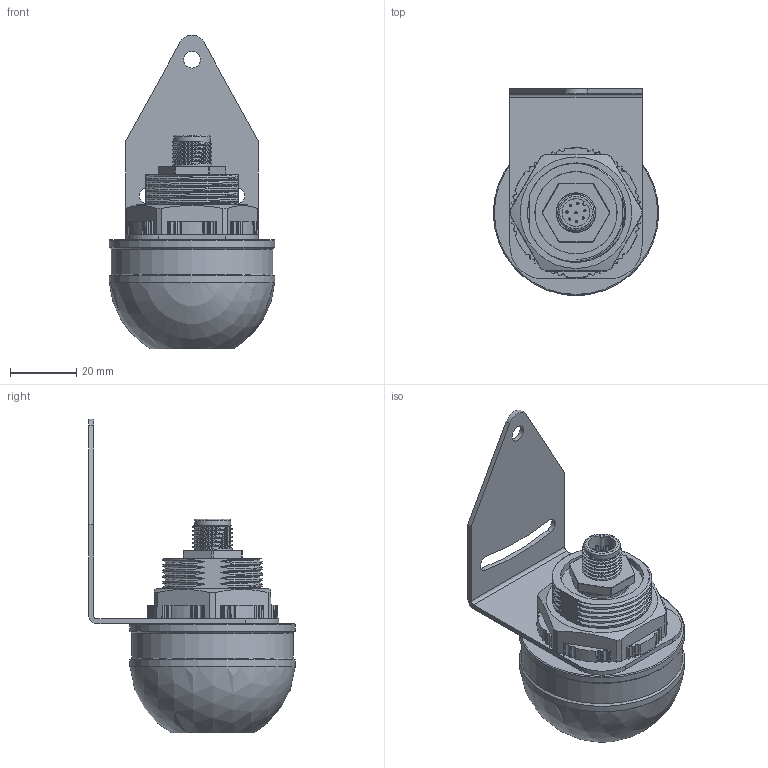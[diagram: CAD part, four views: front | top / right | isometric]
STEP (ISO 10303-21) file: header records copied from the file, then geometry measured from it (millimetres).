
FILE_DESCRIPTION(/* description */ (''),/* implementation_level */ '2;1');
FILE_NAME(/* name */ '214545 SBP-FK-R50D-1TPNS-B8.stp',/* time_stamp */ '2025-01-14T09:19:06+01:00',/* author */ ('sa'),/* organization */ ('di-soric GmbH & Co. KG'),/* preprocessor_version */ 'ST-DEVELOPER v20',/* originating_system */ 'Autodesk Inventor 2025',/* authorisation */ '');
FILE_SCHEMA (('AUTOMOTIVE_DESIGN { 1 0 10303 214 3 1 1 }'));
Products named in the file (3): 214545 ENTW-SBP-FK-R50D-1TPNS-B8 filled; 214545 ENTW-SBP-FK-R50D-1TPNS-B8 filled_1; M12 8 pol
Assembly tree (2 placements, depth 2):
  214545 ENTW-SBP-FK-R50D-1TPNS-B8 filled
    214545 ENTW-SBP-FK-R50D-1TPNS-B8 filled_1
    M12 8 pol
Bounding box: 50.03 x 62.51 x 95.03 mm (x, y, z)
Volume: 85053.8 mm3; surface area: 28139.1 mm2
Topology: 6 solids, 6 shells, 424 faces, 1152 edges, 757 vertices
Faces by surface type: plane 175, cylinder 98, bspline 89, cone 58, sphere 2, torus 2
Full cylindrical faces by diameter (mm): 0.7 x8, 5 x1, 9.9 x2, 10.209 x4, 10.956 x5, 11.952 x10, 17.928 x1, 29.307 x4, 30.084 x5, 32 x1, 48.903 x1, 50.029 x2
Entity records: 42406 total; most frequent: CARTESIAN_POINT 32321, ORIENTED_EDGE 2302, DIRECTION 1718, EDGE_CURVE 1151, VERTEX_POINT 757, AXIS2_PLACEMENT_3D 584, LINE 550, VECTOR 550
